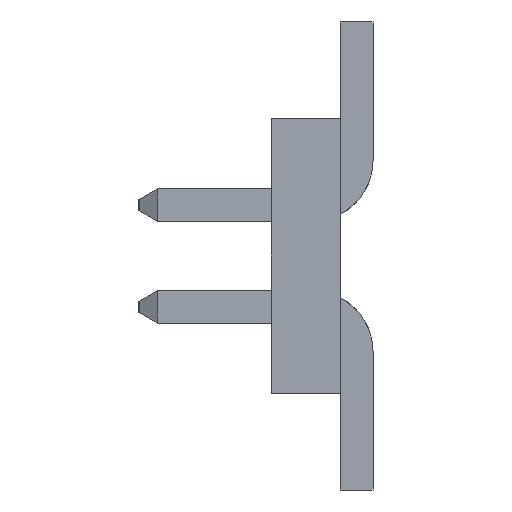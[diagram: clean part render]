
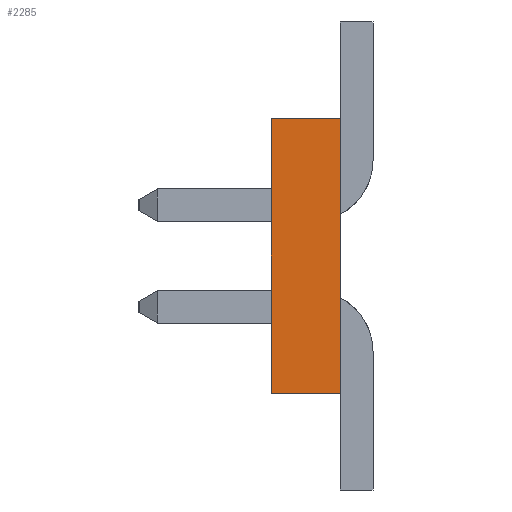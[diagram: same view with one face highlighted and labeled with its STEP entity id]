
A CAD part, left-side view. The second image highlights one B-rep face of the part: STEP entity #2285.
In plain terms, the highlighted planar face has unit normal (-1, 0, 0).
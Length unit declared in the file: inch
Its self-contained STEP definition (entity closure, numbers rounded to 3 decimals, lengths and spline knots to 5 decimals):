
#2285 = ADVANCED_FACE( '', ( #4788 ), #4789, .F. );
#4788 = FACE_OUTER_BOUND( '', #7526, .T. );
#4789 = PLANE( '', #7527 );
#7526 = EDGE_LOOP( '', ( #14186, #14187, #14188, #14189 ) );
#7527 = AXIS2_PLACEMENT_3D( '', #14190, #14191, #14192 );
#14186 = ORIENTED_EDGE( '', *, *, #19683, .T. );
#14187 = ORIENTED_EDGE( '', *, *, #18141, .F. );
#14188 = ORIENTED_EDGE( '', *, *, #17547, .F. );
#14189 = ORIENTED_EDGE( '', *, *, #17712, .T. );
#14190 = CARTESIAN_POINT( '', ( -0.8, 0.034, -0.0675 ) );
#14191 = DIRECTION( '', ( 1., 0., 0. ) );
#14192 = DIRECTION( '', ( 0., 0., -1. ) );
#17547 = EDGE_CURVE( '', #21443, #21444, #21445, .T. );
#17712 = EDGE_CURVE( '', #21443, #21717, #21719, .T. );
#18141 = EDGE_CURVE( '', #21444, #22412, #22414, .T. );
#19683 = EDGE_CURVE( '', #21717, #22412, #24546, .T. );
#21443 = VERTEX_POINT( '', #26904 );
#21444 = VERTEX_POINT( '', #26905 );
#21445 = LINE( '', #26906, #26907 );
#21717 = VERTEX_POINT( '', #27297 );
#21719 = LINE( '', #27300, #27301 );
#22412 = VERTEX_POINT( '', #28296 );
#22414 = LINE( '', #28299, #28300 );
#24546 = LINE( '', #31437, #31438 );
#26904 = CARTESIAN_POINT( '', ( -0.8, 0.034, -0.0675 ) );
#26905 = CARTESIAN_POINT( '', ( -0.8, 0.034, 0.0675 ) );
#26906 = CARTESIAN_POINT( '', ( -0.8, 0.034, -0.0675 ) );
#26907 = VECTOR( '', #32849, 39.37008 );
#27297 = CARTESIAN_POINT( '', ( -0.8, 0., -0.0675 ) );
#27300 = CARTESIAN_POINT( '', ( -0.8, 0.034, -0.0675 ) );
#27301 = VECTOR( '', #32999, 39.37008 );
#28296 = CARTESIAN_POINT( '', ( -0.8, 0., 0.0675 ) );
#28299 = CARTESIAN_POINT( '', ( -0.8, 0.034, 0.0675 ) );
#28300 = VECTOR( '', #33399, 39.37008 );
#31437 = CARTESIAN_POINT( '', ( -0.8, 0., -0.0675 ) );
#31438 = VECTOR( '', #34810, 39.37008 );
#32849 = DIRECTION( '', ( 0., 0., 1. ) );
#32999 = DIRECTION( '', ( 0., -1., 0. ) );
#33399 = DIRECTION( '', ( 0., -1., 0. ) );
#34810 = DIRECTION( '', ( 0., 0., 1. ) );
